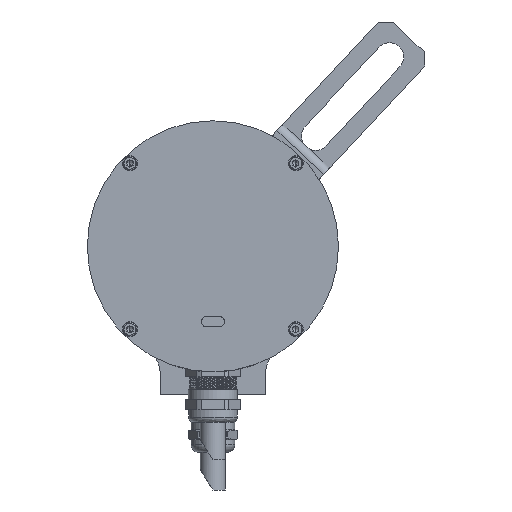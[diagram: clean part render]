
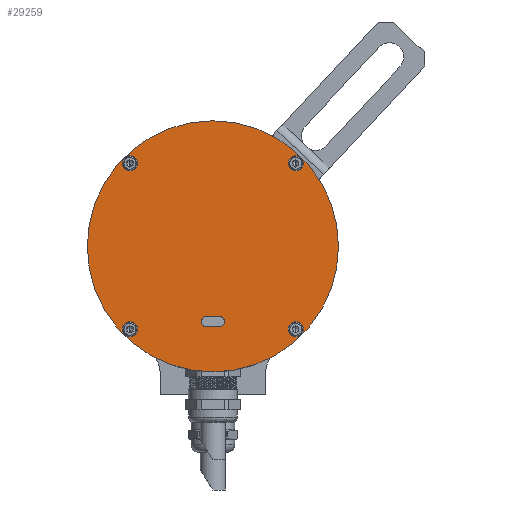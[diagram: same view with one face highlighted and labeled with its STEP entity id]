
A CAD part, front view. The second image highlights one B-rep face of the part: STEP entity #29259.
In plain terms, the highlighted planar face has unit normal (0, -1, 0).
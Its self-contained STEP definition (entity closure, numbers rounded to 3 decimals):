
#109 = FACE_OUTER_BOUND ( 'NONE', #43480, .T. ) ;
#223 = EDGE_CURVE ( 'NONE', #5778, #31139, #7520, .T. ) ;
#761 = AXIS2_PLACEMENT_3D ( 'NONE', #6538, #36380, #18647 ) ;
#1359 = VERTEX_POINT ( 'NONE', #34394 ) ;
#1736 = VECTOR ( 'NONE', #15064, 1000. ) ;
#1795 = AXIS2_PLACEMENT_3D ( 'NONE', #35888, #2645, #17465 ) ;
#2619 = AXIS2_PLACEMENT_3D ( 'NONE', #30210, #26540, #45477 ) ;
#2645 = DIRECTION ( 'NONE',  ( 0., -1., 0. ) ) ;
#2834 = EDGE_CURVE ( 'NONE', #46231, #2918, #24369, .T. ) ;
#2918 = VERTEX_POINT ( 'NONE', #43254 ) ;
#3119 = CARTESIAN_POINT ( 'NONE',  ( 6.182, -56.222, 38.022 ) ) ;
#3678 = CIRCLE ( 'NONE', #36241, 50. ) ;
#3806 = CARTESIAN_POINT ( 'NONE',  ( -23.839, -56.222, 5. ) ) ;
#3898 = VERTEX_POINT ( 'NONE', #24568 ) ;
#4101 = CARTESIAN_POINT ( 'NONE',  ( -59.861, -56.222, -28.022 ) ) ;
#4110 = CIRCLE ( 'NONE', #39001, 3. ) ;
#4397 = DIRECTION ( 'NONE',  ( 0., 1., 0. ) ) ;
#4488 = VERTEX_POINT ( 'NONE', #20584 ) ;
#4770 = DIRECTION ( 'NONE',  ( 0., 1., 0. ) ) ;
#4968 = VERTEX_POINT ( 'NONE', #46656 ) ;
#5606 = CARTESIAN_POINT ( 'NONE',  ( -73.839, -56.222, 5. ) ) ;
#5744 = CARTESIAN_POINT ( 'NONE',  ( 9.182, -56.222, -28.022 ) ) ;
#5778 = VERTEX_POINT ( 'NONE', #22885 ) ;
#6538 = CARTESIAN_POINT ( 'NONE',  ( -26.439, -56.222, -25. ) ) ;
#6692 = EDGE_LOOP ( 'NONE', ( #6853, #44303 ) ) ;
#6853 = ORIENTED_EDGE ( 'NONE', *, *, #47012, .F. ) ;
#6928 = FACE_BOUND ( 'NONE', #39439, .T. ) ;
#7234 = CARTESIAN_POINT ( 'NONE',  ( -59.861, -56.222, 38.022 ) ) ;
#7385 = ORIENTED_EDGE ( 'NONE', *, *, #223, .F. ) ;
#7520 = CIRCLE ( 'NONE', #31571, 3. ) ;
#7743 = EDGE_LOOP ( 'NONE', ( #47198, #14442 ) ) ;
#7969 = DIRECTION ( 'NONE',  ( 1., 0., 0. ) ) ;
#8068 = CARTESIAN_POINT ( 'NONE',  ( 9.182, -56.222, -28.022 ) ) ;
#8155 = CIRCLE ( 'NONE', #43006, 3. ) ;
#8435 = DIRECTION ( 'NONE',  ( 0., 1., 0. ) ) ;
#8575 = DIRECTION ( 'NONE',  ( 0., -1., 0. ) ) ;
#11031 = FACE_BOUND ( 'NONE', #38415, .T. ) ;
#11098 = CARTESIAN_POINT ( 'NONE',  ( -23.839, -56.222, 5. ) ) ;
#11436 = VERTEX_POINT ( 'NONE', #36021 ) ;
#12352 = EDGE_CURVE ( 'NONE', #27090, #22365, #3678, .T. ) ;
#12450 = CARTESIAN_POINT ( 'NONE',  ( 9.182, -56.222, 38.022 ) ) ;
#12805 = ORIENTED_EDGE ( 'NONE', *, *, #2834, .T. ) ;
#13251 = EDGE_CURVE ( 'NONE', #20274, #38837, #38655, .T. ) ;
#13428 = ORIENTED_EDGE ( 'NONE', *, *, #24948, .F. ) ;
#13594 = AXIS2_PLACEMENT_3D ( 'NONE', #8068, #34762, #26982 ) ;
#13613 = ORIENTED_EDGE ( 'NONE', *, *, #24961, .F. ) ;
#14442 = ORIENTED_EDGE ( 'NONE', *, *, #27033, .F. ) ;
#14986 = DIRECTION ( 'NONE',  ( 1., 0., 0. ) ) ;
#15019 = CARTESIAN_POINT ( 'NONE',  ( -26.439, -56.222, -25. ) ) ;
#15064 = DIRECTION ( 'NONE',  ( 1., 0., 0. ) ) ;
#15257 = DIRECTION ( 'NONE',  ( -1., 0., 0. ) ) ;
#15352 = EDGE_CURVE ( 'NONE', #4968, #1359, #48048, .T. ) ;
#15416 = FACE_BOUND ( 'NONE', #6692, .T. ) ;
#15644 = DIRECTION ( 'NONE',  ( 1., 0., 0. ) ) ;
#15739 = ORIENTED_EDGE ( 'NONE', *, *, #37730, .T. ) ;
#15769 = CARTESIAN_POINT ( 'NONE',  ( -23.839, -56.222, -23. ) ) ;
#15891 = CIRCLE ( 'NONE', #17461, 3. ) ;
#16368 = DIRECTION ( 'NONE',  ( 1., 0., 0. ) ) ;
#16691 = AXIS2_PLACEMENT_3D ( 'NONE', #15019, #4770, #41650 ) ;
#17190 = DIRECTION ( 'NONE',  ( 1., 0., 0. ) ) ;
#17461 = AXIS2_PLACEMENT_3D ( 'NONE', #5744, #39234, #17190 ) ;
#17465 = DIRECTION ( 'NONE',  ( 1., 0., 0. ) ) ;
#17659 = VERTEX_POINT ( 'NONE', #25797 ) ;
#17694 = CARTESIAN_POINT ( 'NONE',  ( -56.861, -56.222, -28.022 ) ) ;
#17751 = AXIS2_PLACEMENT_3D ( 'NONE', #17694, #47974, #14986 ) ;
#18647 = DIRECTION ( 'NONE',  ( -1., 0., 0. ) ) ;
#18826 = EDGE_LOOP ( 'NONE', ( #7385, #21836 ) ) ;
#18970 = CIRCLE ( 'NONE', #13594, 3. ) ;
#19358 = DIRECTION ( 'NONE',  ( 0., -1., 0. ) ) ;
#19605 = ORIENTED_EDGE ( 'NONE', *, *, #22179, .T. ) ;
#20150 = CIRCLE ( 'NONE', #761, 2. ) ;
#20274 = VERTEX_POINT ( 'NONE', #4101 ) ;
#20584 = CARTESIAN_POINT ( 'NONE',  ( -53.861, -56.222, 38.022 ) ) ;
#20619 = AXIS2_PLACEMENT_3D ( 'NONE', #11098, #32959, #25892 ) ;
#21836 = ORIENTED_EDGE ( 'NONE', *, *, #22226, .F. ) ;
#22179 = EDGE_CURVE ( 'NONE', #3898, #4968, #46932, .T. ) ;
#22226 = EDGE_CURVE ( 'NONE', #31139, #5778, #8155, .T. ) ;
#22365 = VERTEX_POINT ( 'NONE', #47007 ) ;
#22885 = CARTESIAN_POINT ( 'NONE',  ( 12.182, -56.222, 38.022 ) ) ;
#24369 = LINE ( 'NONE', #35065, #38761 ) ;
#24568 = CARTESIAN_POINT ( 'NONE',  ( -28.439, -56.222, -25. ) ) ;
#24948 = EDGE_CURVE ( 'NONE', #4488, #28714, #4110, .T. ) ;
#24961 = EDGE_CURVE ( 'NONE', #28714, #4488, #40513, .T. ) ;
#25595 = FACE_BOUND ( 'NONE', #18826, .T. ) ;
#25779 = CIRCLE ( 'NONE', #1795, 3. ) ;
#25797 = CARTESIAN_POINT ( 'NONE',  ( 12.182, -56.222, -28.022 ) ) ;
#25892 = DIRECTION ( 'NONE',  ( -1., 0., 0. ) ) ;
#26537 = CARTESIAN_POINT ( 'NONE',  ( -56.861, -56.222, 38.022 ) ) ;
#26540 = DIRECTION ( 'NONE',  ( 0., 1., 0. ) ) ;
#26982 = DIRECTION ( 'NONE',  ( 1., 0., 0. ) ) ;
#27033 = EDGE_CURVE ( 'NONE', #11436, #17659, #18970, .T. ) ;
#27090 = VERTEX_POINT ( 'NONE', #5606 ) ;
#27649 = EDGE_CURVE ( 'NONE', #22365, #27090, #44612, .T. ) ;
#28171 = ORIENTED_EDGE ( 'NONE', *, *, #43378, .T. ) ;
#28714 = VERTEX_POINT ( 'NONE', #7234 ) ;
#29259 = ADVANCED_FACE ( 'NONE', ( #15416, #6928, #25595, #44500, #11031, #109 ), #47688, .F. ) ;
#30207 = DIRECTION ( 'NONE',  ( 0., -1., 0. ) ) ;
#30210 = CARTESIAN_POINT ( 'NONE',  ( -23.839, -56.222, 5. ) ) ;
#31139 = VERTEX_POINT ( 'NONE', #3119 ) ;
#31437 = EDGE_CURVE ( 'NONE', #17659, #11436, #15891, .T. ) ;
#31571 = AXIS2_PLACEMENT_3D ( 'NONE', #12450, #8575, #41056 ) ;
#32542 = ORIENTED_EDGE ( 'NONE', *, *, #27649, .F. ) ;
#32959 = DIRECTION ( 'NONE',  ( 0., 1., 0. ) ) ;
#33139 = CARTESIAN_POINT ( 'NONE',  ( -53.861, -56.222, -28.022 ) ) ;
#34394 = CARTESIAN_POINT ( 'NONE',  ( -21.239, -56.222, -23. ) ) ;
#34762 = DIRECTION ( 'NONE',  ( 0., -1., 0. ) ) ;
#34797 = ORIENTED_EDGE ( 'NONE', *, *, #15352, .T. ) ;
#35065 = CARTESIAN_POINT ( 'NONE',  ( -23.839, -56.222, -27. ) ) ;
#35311 = DIRECTION ( 'NONE',  ( -1., 0., 0. ) ) ;
#35888 = CARTESIAN_POINT ( 'NONE',  ( -56.861, -56.222, -28.022 ) ) ;
#36021 = CARTESIAN_POINT ( 'NONE',  ( 6.182, -56.222, -28.022 ) ) ;
#36241 = AXIS2_PLACEMENT_3D ( 'NONE', #3806, #8435, #15257 ) ;
#36380 = DIRECTION ( 'NONE',  ( 0., 1., 0. ) ) ;
#37730 = EDGE_CURVE ( 'NONE', #1359, #46231, #39554, .T. ) ;
#37895 = DIRECTION ( 'NONE',  ( -1., 0., 0. ) ) ;
#37953 = CARTESIAN_POINT ( 'NONE',  ( -56.861, -56.222, 38.022 ) ) ;
#38329 = CARTESIAN_POINT ( 'NONE',  ( -21.239, -56.222, -27. ) ) ;
#38415 = EDGE_LOOP ( 'NONE', ( #12805, #28171, #19605, #34797, #15739 ) ) ;
#38655 = CIRCLE ( 'NONE', #17751, 3. ) ;
#38761 = VECTOR ( 'NONE', #35311, 1000. ) ;
#38837 = VERTEX_POINT ( 'NONE', #33139 ) ;
#39001 = AXIS2_PLACEMENT_3D ( 'NONE', #26537, #30207, #15644 ) ;
#39234 = DIRECTION ( 'NONE',  ( 0., -1., 0. ) ) ;
#39439 = EDGE_LOOP ( 'NONE', ( #13428, #13613 ) ) ;
#39554 = CIRCLE ( 'NONE', #45738, 2. ) ;
#39788 = ORIENTED_EDGE ( 'NONE', *, *, #12352, .F. ) ;
#40513 = CIRCLE ( 'NONE', #47507, 3. ) ;
#41027 = CARTESIAN_POINT ( 'NONE',  ( -21.239, -56.222, -25. ) ) ;
#41056 = DIRECTION ( 'NONE',  ( 1., 0., 0. ) ) ;
#41168 = CARTESIAN_POINT ( 'NONE',  ( 9.182, -56.222, 38.022 ) ) ;
#41650 = DIRECTION ( 'NONE',  ( -1., 0., 0. ) ) ;
#43006 = AXIS2_PLACEMENT_3D ( 'NONE', #41168, #19358, #7969 ) ;
#43254 = CARTESIAN_POINT ( 'NONE',  ( -26.439, -56.222, -27. ) ) ;
#43378 = EDGE_CURVE ( 'NONE', #2918, #3898, #20150, .T. ) ;
#43480 = EDGE_LOOP ( 'NONE', ( #32542, #39788 ) ) ;
#44303 = ORIENTED_EDGE ( 'NONE', *, *, #13251, .F. ) ;
#44500 = FACE_BOUND ( 'NONE', #7743, .T. ) ;
#44612 = CIRCLE ( 'NONE', #20619, 50. ) ;
#45218 = DIRECTION ( 'NONE',  ( 0., -1., 0. ) ) ;
#45477 = DIRECTION ( 'NONE',  ( 1., 0., 0. ) ) ;
#45738 = AXIS2_PLACEMENT_3D ( 'NONE', #41027, #4397, #37895 ) ;
#46231 = VERTEX_POINT ( 'NONE', #38329 ) ;
#46656 = CARTESIAN_POINT ( 'NONE',  ( -26.439, -56.222, -23. ) ) ;
#46932 = CIRCLE ( 'NONE', #16691, 2. ) ;
#47007 = CARTESIAN_POINT ( 'NONE',  ( 26.161, -56.222, 5. ) ) ;
#47012 = EDGE_CURVE ( 'NONE', #38837, #20274, #25779, .T. ) ;
#47198 = ORIENTED_EDGE ( 'NONE', *, *, #31437, .F. ) ;
#47507 = AXIS2_PLACEMENT_3D ( 'NONE', #37953, #45218, #16368 ) ;
#47688 = PLANE ( 'NONE',  #2619 ) ;
#47974 = DIRECTION ( 'NONE',  ( 0., -1., 0. ) ) ;
#48048 = LINE ( 'NONE', #15769, #1736 ) ;
